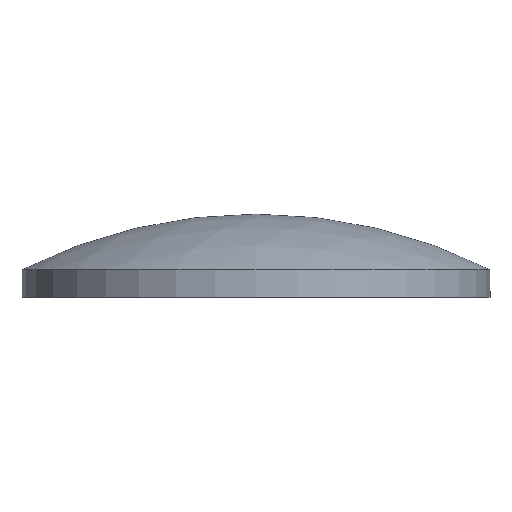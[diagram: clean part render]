
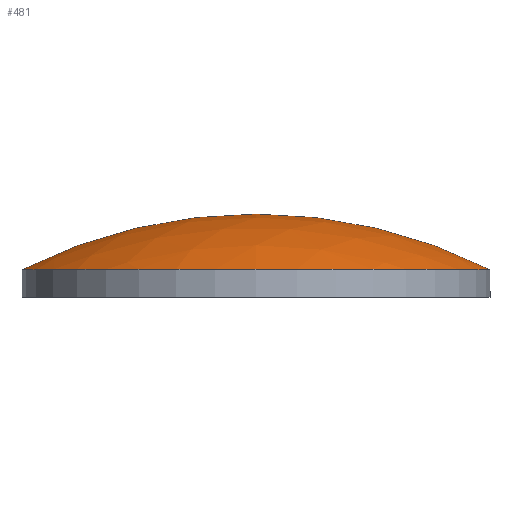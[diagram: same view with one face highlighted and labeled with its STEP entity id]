
A CAD part, top view. The second image highlights one B-rep face of the part: STEP entity #481.
In plain terms, the highlighted spherical face has radius 37.49 mm.
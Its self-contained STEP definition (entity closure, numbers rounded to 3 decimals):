
#481 = ADVANCED_FACE ( 'NONE', ( #7059 ), #5533, .T. ) ;
#804 = ORIENTED_EDGE ( 'NONE', *, *, #11072, .F. ) ;
#1017 = CARTESIAN_POINT ( 'NONE',  ( -16.85, 2., 0. ) ) ;
#1202 = CIRCLE ( 'NONE', #9539, 16.85 ) ;
#1303 = DIRECTION ( 'NONE',  ( -1., 0., 0. ) ) ;
#1818 = CARTESIAN_POINT ( 'NONE',  ( 16.85, 2., 0. ) ) ;
#2257 = DIRECTION ( 'NONE',  ( 0., 0., -1. ) ) ;
#2580 = CARTESIAN_POINT ( 'NONE',  ( 0., -31.49, 0. ) ) ;
#2696 = AXIS2_PLACEMENT_3D ( 'NONE', #10851, #2257, #1303 ) ;
#2713 = CIRCLE ( 'NONE', #2696, 37.49 ) ;
#2733 = VERTEX_POINT ( 'NONE', #1017 ) ;
#3139 = CARTESIAN_POINT ( 'NONE',  ( 0., 6., 0. ) ) ;
#3408 = DIRECTION ( 'NONE',  ( 1., 0., 0. ) ) ;
#3567 = DIRECTION ( 'NONE',  ( 0., 0., 1. ) ) ;
#3615 = DIRECTION ( 'NONE',  ( 0., 0., 1. ) ) ;
#3912 = AXIS2_PLACEMENT_3D ( 'NONE', #4671, #3615, #4628 ) ;
#3974 = VERTEX_POINT ( 'NONE', #3139 ) ;
#4409 = DIRECTION ( 'NONE',  ( 0., -1., 0. ) ) ;
#4437 = CIRCLE ( 'NONE', #11903, 37.49 ) ;
#4543 = ORIENTED_EDGE ( 'NONE', *, *, #12161, .F. ) ;
#4628 = DIRECTION ( 'NONE',  ( 1., 0., 0. ) ) ;
#4671 = CARTESIAN_POINT ( 'NONE',  ( 0., -31.49, 0. ) ) ;
#5265 = CARTESIAN_POINT ( 'NONE',  ( 0., 2., 0. ) ) ;
#5277 = EDGE_CURVE ( 'NONE', #3974, #2733, #4437, .T. ) ;
#5420 = ORIENTED_EDGE ( 'NONE', *, *, #5277, .T. ) ;
#5533 = SPHERICAL_SURFACE ( 'NONE', #3912, 37.49 ) ;
#5668 = VERTEX_POINT ( 'NONE', #1818 ) ;
#7059 = FACE_OUTER_BOUND ( 'NONE', #11743, .T. ) ;
#9539 = AXIS2_PLACEMENT_3D ( 'NONE', #5265, #4409, #3408 ) ;
#10352 = DIRECTION ( 'NONE',  ( 1., 0., 0. ) ) ;
#10851 = CARTESIAN_POINT ( 'NONE',  ( 0., -31.49, 0. ) ) ;
#11072 = EDGE_CURVE ( 'NONE', #5668, #2733, #1202, .T. ) ;
#11743 = EDGE_LOOP ( 'NONE', ( #4543, #5420, #804 ) ) ;
#11903 = AXIS2_PLACEMENT_3D ( 'NONE', #2580, #3567, #10352 ) ;
#12161 = EDGE_CURVE ( 'NONE', #3974, #5668, #2713, .T. ) ;
